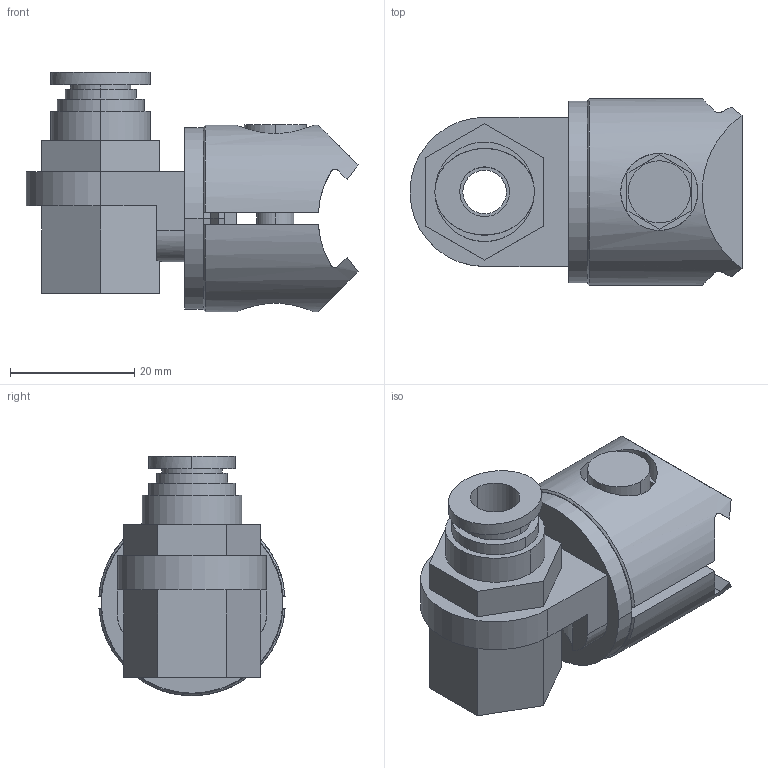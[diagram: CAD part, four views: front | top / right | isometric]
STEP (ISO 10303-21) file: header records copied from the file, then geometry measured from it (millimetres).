
FILE_DESCRIPTION (( 'STEP AP203' ), '1' );
FILE_NAME ('10.01.49.00039.step', '2022-11-07T19:16:02', ( '' ), ( '' ), 'SwSTEP 2.0', 'SolidWorks 2021', '' );
FILE_SCHEMA (( 'CONFIG_CONTROL_DESIGN' ));
Length unit declared in the file: millimetre
Products named in the file (1): 10.01.49.00039
Bounding box: 53.4 x 29.93 x 38.5 mm (x, y, z)
Volume: 23619.2 mm3; surface area: 14197.3 mm2
Topology: 7 solids, 7 shells, 156 faces, 358 edges, 236 vertices
Faces by surface type: plane 82, cylinder 62, cone 10, bspline 2
Entity records: 5189 total; most frequent: CARTESIAN_POINT 1531, DIRECTION 752, ORIENTED_EDGE 716, EDGE_CURVE 358, AXIS2_PLACEMENT_3D 271, VERTEX_POINT 236, VECTOR 210, LINE 210
